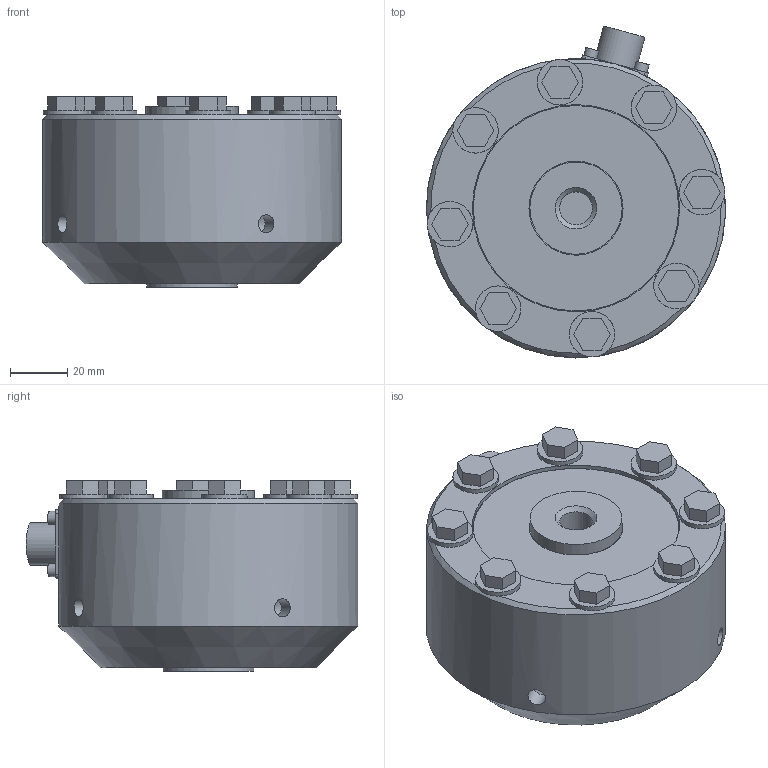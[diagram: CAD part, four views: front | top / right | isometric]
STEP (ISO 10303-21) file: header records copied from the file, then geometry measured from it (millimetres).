
FILE_DESCRIPTION((''),'2;1');
FILE_NAME('LCF455.stp','2010-10-29T08:50:58',('thomasl'),(''),'Autodesk Inventor 2008','Autodesk Inventor 2008','');
FILE_SCHEMA(('AUTOMOTIVE_DESIGN { 1 0 10303 214 1 1 1 1 }'));
Length unit declared in the file: inch
Products named in the file (3): LCF455; FM1038-A; PART1
Assembly tree (2 placements, depth 3):
  LCF455
    FM1038-A
      PART1
Bounding box: 104.65 x 116.09 x 66.75 mm (x, y, z)
Volume: 449233.1 mm3; surface area: 70529.2 mm2
Topology: 1 solids, 14 shells, 259 faces, 586 edges, 388 vertices
Faces by surface type: plane 157, cylinder 77, cone 15, bspline 10
Full cylindrical faces by diameter (mm): 1.524 x7, 2.845 x4, 3.175 x1, 3.302 x4, 4.648 x4, 5.555 x8, 6.35 x12, 7.137 x8, 11.506 x1, 13.97 x1, 14.684 x1, 14.986 x1, 15.875 x8, 31.75 x1, 32.258 x2, 32.893 x2, 71.882 x2, 72.263 x1, 72.517 x2, 76.2 x1, 101.6 x1, 104.648 x1
Entity records: 7222 total; most frequent: CARTESIAN_POINT 1924, DIRECTION 1110, ORIENTED_EDGE 868, AXIS2_PLACEMENT_3D 437, EDGE_CURVE 434, EDGE_LOOP 419, VERTEX_POINT 335, FACE_OUTER_BOUND 259
